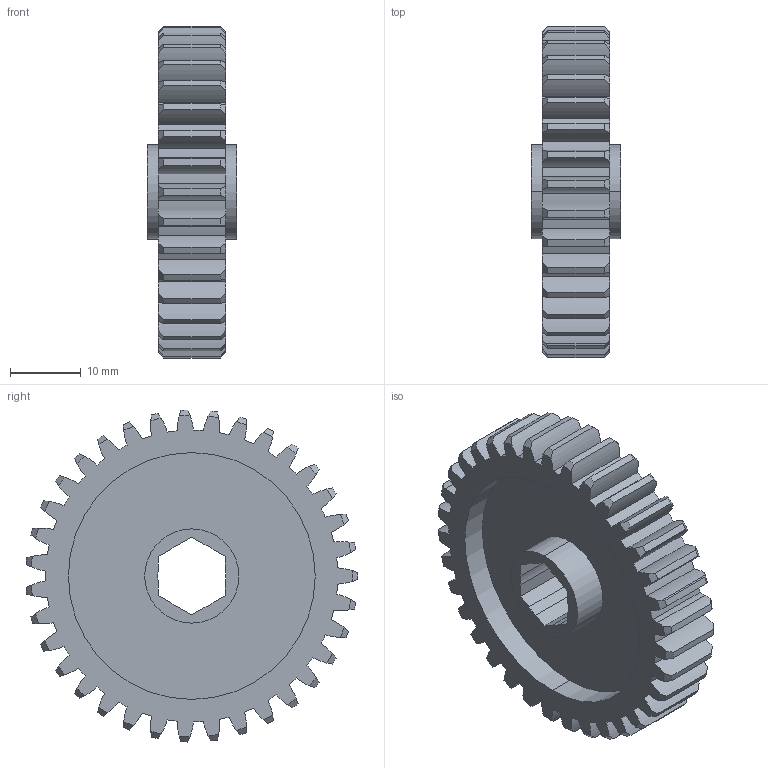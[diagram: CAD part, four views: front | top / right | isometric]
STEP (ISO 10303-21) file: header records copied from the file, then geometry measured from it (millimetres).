
FILE_DESCRIPTION (( 'STEP AP203' ), '1' );
FILE_NAME ('am-4186 35T 20DP 375hex 375 FW.STEP', '2019-10-22T17:45:56', ( '' ), ( '' ), 'SwSTEP 2.0', 'SolidWorks 2019', '' );
FILE_SCHEMA (( 'CONFIG_CONTROL_DESIGN' ));
Length unit declared in the file: inch
Products named in the file (1): am-4186 35T 20DP 375hex 375 FW
Bounding box: 12.7 x 46.93 x 46.98 mm (x, y, z)
Volume: 8173.6 mm3; surface area: 7192.5 mm2
Topology: 1 solids, 1 shells, 246 faces, 720 edges, 480 vertices
Faces by surface type: cylinder 158, cone 70, plane 18
Entity records: 8593 total; most frequent: CARTESIAN_POINT 1873, DIRECTION 1456, ORIENTED_EDGE 1440, EDGE_CURVE 720, AXIS2_PLACEMENT_3D 631, VERTEX_POINT 480, CIRCLE 384, EDGE_LOOP 252
